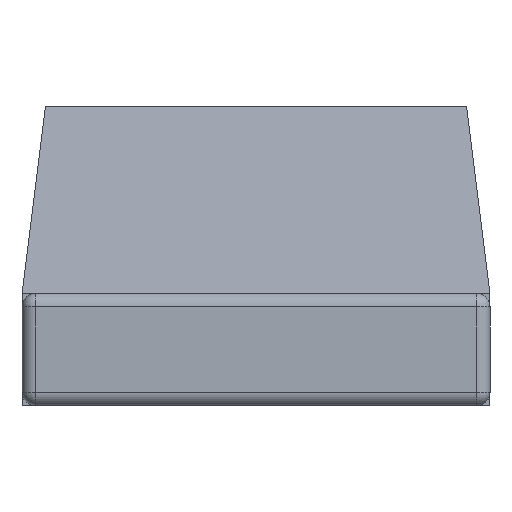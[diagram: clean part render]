
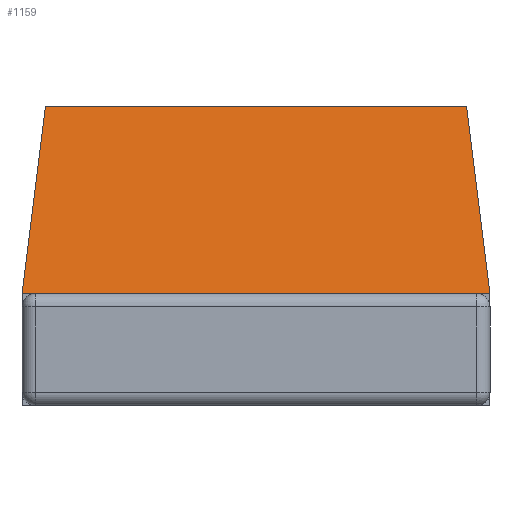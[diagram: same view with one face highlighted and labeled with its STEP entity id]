
A CAD part, left-side view. The second image highlights one B-rep face of the part: STEP entity #1159.
In plain terms, the highlighted planar face has unit normal (-0.981, 0, 0.196).
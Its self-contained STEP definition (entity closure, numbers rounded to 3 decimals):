
#61=PLANE('',#1306);
#155=LINE('',#1964,#263);
#159=LINE('',#1973,#267);
#163=LINE('',#1979,#271);
#164=LINE('',#1981,#272);
#263=VECTOR('',#1639,10.);
#267=VECTOR('',#1645,10.);
#271=VECTOR('',#1653,10.);
#272=VECTOR('',#1656,10.);
#381=FACE_OUTER_BOUND('',#461,.T.);
#461=EDGE_LOOP('',(#1039,#1040,#1041,#1042));
#589=VERTEX_POINT('',#1961);
#590=VERTEX_POINT('',#1963);
#593=VERTEX_POINT('',#1970);
#594=VERTEX_POINT('',#1972);
#737=EDGE_CURVE('',#590,#589,#155,.T.);
#741=EDGE_CURVE('',#593,#594,#159,.T.);
#745=EDGE_CURVE('',#593,#590,#163,.T.);
#746=EDGE_CURVE('',#594,#589,#164,.T.);
#1039=ORIENTED_EDGE('',*,*,#741,.F.);
#1040=ORIENTED_EDGE('',*,*,#745,.T.);
#1041=ORIENTED_EDGE('',*,*,#737,.T.);
#1042=ORIENTED_EDGE('',*,*,#746,.F.);
#1159=ADVANCED_FACE('',(#381),#61,.F.);
#1306=AXIS2_PLACEMENT_3D('',#1980,#1654,#1655);
#1639=DIRECTION('',(0.,1.,0.));
#1645=DIRECTION('',(0.,1.,0.));
#1653=DIRECTION('',(0.195,0.122,0.973));
#1654=DIRECTION('center_axis',(0.981,0.,-0.196));
#1655=DIRECTION('ref_axis',(-0.196,0.,-0.981));
#1656=DIRECTION('',(0.195,-0.122,0.973));
#1961=CARTESIAN_POINT('',(-0.45,0.563,0.8));
#1963=CARTESIAN_POINT('',(-0.45,-0.563,0.8));
#1964=CARTESIAN_POINT('',(-0.45,0.563,0.8));
#1970=CARTESIAN_POINT('',(-0.55,-0.625,0.3));
#1972=CARTESIAN_POINT('',(-0.55,0.625,0.3));
#1973=CARTESIAN_POINT('',(-0.55,0.625,0.3));
#1979=CARTESIAN_POINT('',(-0.55,-0.625,0.3));
#1980=CARTESIAN_POINT('Origin',(-0.55,-0.625,0.3));
#1981=CARTESIAN_POINT('',(-0.55,0.625,0.3));
